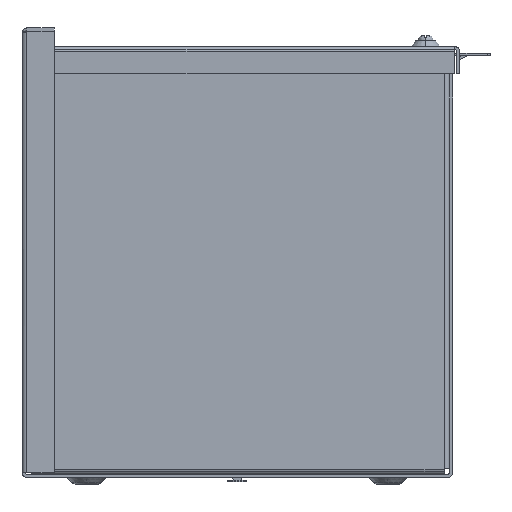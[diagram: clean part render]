
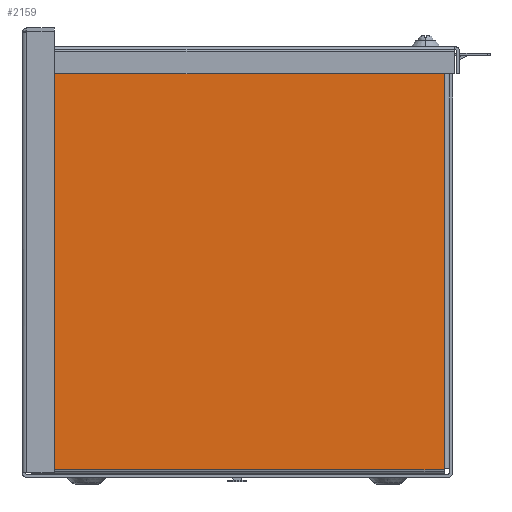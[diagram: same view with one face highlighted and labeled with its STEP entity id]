
A CAD part, left-side view. The second image highlights one B-rep face of the part: STEP entity #2159.
In plain terms, the highlighted planar face has unit normal (-1, 0, 0).
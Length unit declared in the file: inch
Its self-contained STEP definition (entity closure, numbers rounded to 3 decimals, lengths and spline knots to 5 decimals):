
#17 = CARTESIAN_POINT ( 'NONE',  ( -12., -4.803, 0.197 ) ) ;
#135 = CARTESIAN_POINT ( 'NONE',  ( -12., -4.803, 9.783 ) ) ;
#1219 = ORIENTED_EDGE ( 'NONE', *, *, #15136, .T. ) ;
#1474 = AXIS2_PLACEMENT_3D ( 'NONE', #6637, #22596, #2714 ) ;
#1500 = EDGE_CURVE ( 'NONE', #12857, #8558, #22570, .T. ) ;
#1565 = CARTESIAN_POINT ( 'NONE',  ( -12., -4.803, 9.908 ) ) ;
#1864 = ORIENTED_EDGE ( 'NONE', *, *, #1500, .T. ) ;
#2159 = ADVANCED_FACE ( 'NONE', ( #4944 ), #24580, .T. ) ;
#2166 = LINE ( 'NONE', #12259, #23205 ) ;
#2546 = CARTESIAN_POINT ( 'NONE',  ( -12., 4.783, 0.197 ) ) ;
#2648 = LINE ( 'NONE', #10648, #8459 ) ;
#2714 = DIRECTION ( 'NONE',  ( 0., 0., -1. ) ) ;
#2799 = VECTOR ( 'NONE', #19910, 39.37008 ) ;
#2994 = LINE ( 'NONE', #21066, #23999 ) ;
#3132 = DIRECTION ( 'NONE',  ( 0., -1., 0. ) ) ;
#3136 = EDGE_CURVE ( 'NONE', #6201, #19458, #23174, .T. ) ;
#3323 = CARTESIAN_POINT ( 'NONE',  ( -12., -4.803, 0.18 ) ) ;
#3407 = CARTESIAN_POINT ( 'NONE',  ( -12., -4.803, 9.783 ) ) ;
#4576 = VERTEX_POINT ( 'NONE', #15551 ) ;
#4904 = DIRECTION ( 'NONE',  ( 0., 0., -1. ) ) ;
#4944 = FACE_OUTER_BOUND ( 'NONE', #20088, .T. ) ;
#6201 = VERTEX_POINT ( 'NONE', #135 ) ;
#6637 = CARTESIAN_POINT ( 'NONE',  ( -12., 4.908, 9.908 ) ) ;
#6902 = CARTESIAN_POINT ( 'NONE',  ( -12., -4.803, 9.8 ) ) ;
#7217 = VERTEX_POINT ( 'NONE', #15826 ) ;
#7228 = ORIENTED_EDGE ( 'NONE', *, *, #9944, .T. ) ;
#7255 = VECTOR ( 'NONE', #24682, 39.37008 ) ;
#7607 = CARTESIAN_POINT ( 'NONE',  ( -12., -4.82, 9.908 ) ) ;
#7615 = VECTOR ( 'NONE', #12826, 39.37008 ) ;
#7679 = VECTOR ( 'NONE', #21226, 39.37008 ) ;
#7702 = ORIENTED_EDGE ( 'NONE', *, *, #13340, .T. ) ;
#7707 = ORIENTED_EDGE ( 'NONE', *, *, #3136, .T. ) ;
#7865 = ORIENTED_EDGE ( 'NONE', *, *, #15383, .T. ) ;
#7895 = VERTEX_POINT ( 'NONE', #3323 ) ;
#8342 = ORIENTED_EDGE ( 'NONE', *, *, #25542, .T. ) ;
#8385 = EDGE_CURVE ( 'NONE', #22372, #6201, #21348, .T. ) ;
#8459 = VECTOR ( 'NONE', #18627, 39.37008 ) ;
#8558 = VERTEX_POINT ( 'NONE', #20368 ) ;
#8645 = ORIENTED_EDGE ( 'NONE', *, *, #21117, .T. ) ;
#9252 = VERTEX_POINT ( 'NONE', #17 ) ;
#9569 = DIRECTION ( 'NONE',  ( 0., 0., 1. ) ) ;
#9944 = EDGE_CURVE ( 'NONE', #9252, #7217, #2994, .T. ) ;
#10157 = ORIENTED_EDGE ( 'NONE', *, *, #8385, .T. ) ;
#10168 = DIRECTION ( 'NONE',  ( 0., 0., -1. ) ) ;
#10217 = LINE ( 'NONE', #14269, #12708 ) ;
#10343 = EDGE_CURVE ( 'NONE', #7895, #9252, #16672, .T. ) ;
#10461 = CARTESIAN_POINT ( 'NONE',  ( -12., 4.908, 9.8 ) ) ;
#10503 = CARTESIAN_POINT ( 'NONE',  ( -12., -4.803, 0.197 ) ) ;
#10633 = LINE ( 'NONE', #22539, #19108 ) ;
#10648 = CARTESIAN_POINT ( 'NONE',  ( -12., 4.908, 0.18 ) ) ;
#10732 = LINE ( 'NONE', #10461, #7615 ) ;
#11475 = VECTOR ( 'NONE', #9569, 39.37008 ) ;
#12069 = DIRECTION ( 'NONE',  ( 0., 1., 0. ) ) ;
#12259 = CARTESIAN_POINT ( 'NONE',  ( -12., 4.8, 9.908 ) ) ;
#12393 = LINE ( 'NONE', #2546, #7255 ) ;
#12708 = VECTOR ( 'NONE', #12069, 39.37008 ) ;
#12826 = DIRECTION ( 'NONE',  ( 0., 1., 0. ) ) ;
#12857 = VERTEX_POINT ( 'NONE', #22675 ) ;
#13340 = EDGE_CURVE ( 'NONE', #23727, #17476, #2166, .T. ) ;
#14165 = LINE ( 'NONE', #7607, #2799 ) ;
#14269 = CARTESIAN_POINT ( 'NONE',  ( -12., 4.908, 9.783 ) ) ;
#14757 = CARTESIAN_POINT ( 'NONE',  ( -12., 4.783, 0.197 ) ) ;
#15136 = EDGE_CURVE ( 'NONE', #19620, #4576, #10633, .T. ) ;
#15189 = CARTESIAN_POINT ( 'NONE',  ( -12., -4.82, 9.783 ) ) ;
#15383 = EDGE_CURVE ( 'NONE', #7217, #22372, #14165, .T. ) ;
#15551 = CARTESIAN_POINT ( 'NONE',  ( -12., 4.783, 0.18 ) ) ;
#15733 = VECTOR ( 'NONE', #4904, 39.37008 ) ;
#15826 = CARTESIAN_POINT ( 'NONE',  ( -12., -4.82, 0.197 ) ) ;
#15888 = ORIENTED_EDGE ( 'NONE', *, *, #24509, .T. ) ;
#16672 = LINE ( 'NONE', #10503, #17330 ) ;
#17330 = VECTOR ( 'NONE', #24651, 39.37008 ) ;
#17476 = VERTEX_POINT ( 'NONE', #25357 ) ;
#18616 = DIRECTION ( 'NONE',  ( 0., 0., -1. ) ) ;
#18627 = DIRECTION ( 'NONE',  ( 0., -1., 0. ) ) ;
#19078 = ORIENTED_EDGE ( 'NONE', *, *, #10343, .T. ) ;
#19099 = EDGE_CURVE ( 'NONE', #19458, #12857, #10732, .T. ) ;
#19108 = VECTOR ( 'NONE', #18616, 39.37008 ) ;
#19458 = VERTEX_POINT ( 'NONE', #6902 ) ;
#19620 = VERTEX_POINT ( 'NONE', #14757 ) ;
#19910 = DIRECTION ( 'NONE',  ( 0., 0., 1. ) ) ;
#20088 = EDGE_LOOP ( 'NONE', ( #7865, #10157, #7707, #23970, #1864, #8645, #7702, #8342, #1219, #15888, #19078, #7228 ) ) ;
#20368 = CARTESIAN_POINT ( 'NONE',  ( -12., 4.783, 9.783 ) ) ;
#21066 = CARTESIAN_POINT ( 'NONE',  ( -12., -4.928, 0.197 ) ) ;
#21117 = EDGE_CURVE ( 'NONE', #8558, #23727, #10217, .T. ) ;
#21226 = DIRECTION ( 'NONE',  ( 0., 1., 0. ) ) ;
#21348 = LINE ( 'NONE', #3407, #7679 ) ;
#22372 = VERTEX_POINT ( 'NONE', #15189 ) ;
#22442 = CARTESIAN_POINT ( 'NONE',  ( -12., 4.783, 9.783 ) ) ;
#22539 = CARTESIAN_POINT ( 'NONE',  ( -12., 4.783, 0.072 ) ) ;
#22570 = LINE ( 'NONE', #22442, #15733 ) ;
#22596 = DIRECTION ( 'NONE',  ( -1., 0., 0. ) ) ;
#22675 = CARTESIAN_POINT ( 'NONE',  ( -12., 4.783, 9.8 ) ) ;
#23174 = LINE ( 'NONE', #1565, #11475 ) ;
#23205 = VECTOR ( 'NONE', #10168, 39.37008 ) ;
#23727 = VERTEX_POINT ( 'NONE', #24244 ) ;
#23970 = ORIENTED_EDGE ( 'NONE', *, *, #19099, .T. ) ;
#23999 = VECTOR ( 'NONE', #3132, 39.37008 ) ;
#24244 = CARTESIAN_POINT ( 'NONE',  ( -12., 4.8, 9.783 ) ) ;
#24509 = EDGE_CURVE ( 'NONE', #4576, #7895, #2648, .T. ) ;
#24580 = PLANE ( 'NONE',  #1474 ) ;
#24651 = DIRECTION ( 'NONE',  ( 0., 0., 1. ) ) ;
#24682 = DIRECTION ( 'NONE',  ( 0., -1., 0. ) ) ;
#25357 = CARTESIAN_POINT ( 'NONE',  ( -12., 4.8, 0.197 ) ) ;
#25542 = EDGE_CURVE ( 'NONE', #17476, #19620, #12393, .T. ) ;
